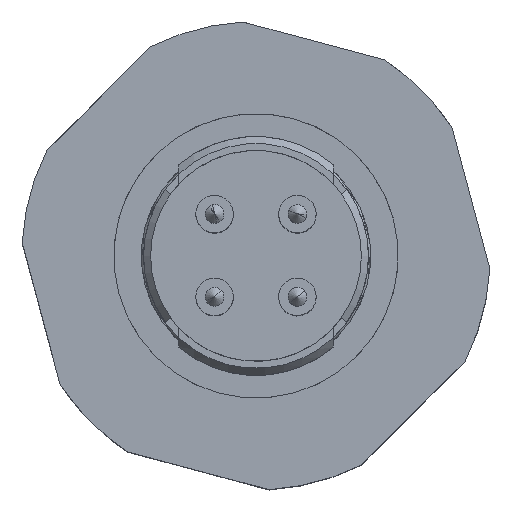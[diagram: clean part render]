
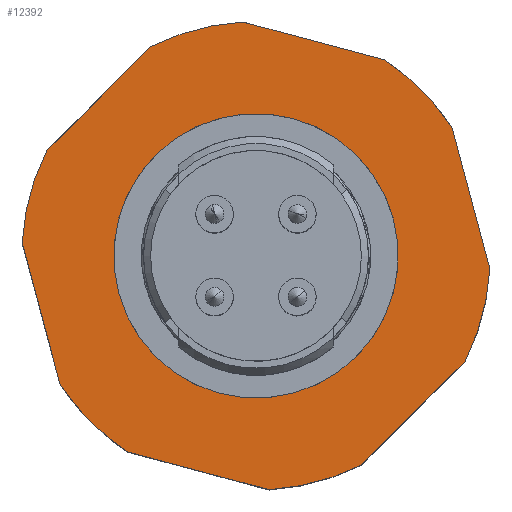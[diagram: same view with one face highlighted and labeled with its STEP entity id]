
A CAD part, top view. The second image highlights one B-rep face of the part: STEP entity #12392.
In plain terms, the highlighted planar face has unit normal (0, 0, 1).
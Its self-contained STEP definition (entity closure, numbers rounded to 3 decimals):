
#12142=AXIS2_PLACEMENT_3D('Circle Axis2P3D',#12140,#12141,$) ;
#12173=AXIS2_PLACEMENT_3D('Circle Axis2P3D',#12171,#12172,$) ;
#12248=AXIS2_PLACEMENT_3D('Plane Axis2P3D',#12245,#12246,#12247) ;
#12140=CARTESIAN_POINT('Axis2P3D Location',(9.984,9.984,20.5)) ;
#12144=CARTESIAN_POINT('Vertex',(5.689,5.689,20.5)) ;
#12146=CARTESIAN_POINT('Vertex',(14.28,14.28,20.5)) ;
#12171=CARTESIAN_POINT('Axis2P3D Location',(9.984,9.984,20.5)) ;
#12245=CARTESIAN_POINT('Axis2P3D Location',(15.668,15.668,20.5)) ;
#12250=CARTESIAN_POINT('Line Origine',(12.443,19.161,20.5)) ;
#12254=CARTESIAN_POINT('Vertex',(15.459,18.353,20.5)) ;
#12256=CARTESIAN_POINT('Vertex',(9.427,19.969,20.5)) ;
#12260=CARTESIAN_POINT('Control Point',(5.475,18.91,20.5)) ;
#12261=CARTESIAN_POINT('Control Point',(6.21,19.282,20.5)) ;
#12262=CARTESIAN_POINT('Control Point',(6.984,19.577,20.5)) ;
#12263=CARTESIAN_POINT('Control Point',(7.786,19.792,20.5)) ;
#12264=CARTESIAN_POINT('Control Point',(8.604,19.923,20.5)) ;
#12265=CARTESIAN_POINT('Control Point',(9.427,19.969,20.5)) ;
#12266=CARTESIAN_POINT('Vertex',(5.475,18.91,20.5)) ;
#12269=CARTESIAN_POINT('Line Origine',(3.267,16.702,20.5)) ;
#12273=CARTESIAN_POINT('Vertex',(1.059,14.494,20.5)) ;
#12277=CARTESIAN_POINT('Control Point',(0.,10.542,20.5)) ;
#12278=CARTESIAN_POINT('Control Point',(0.046,11.365,20.5)) ;
#12279=CARTESIAN_POINT('Control Point',(0.177,12.183,20.5)) ;
#12280=CARTESIAN_POINT('Control Point',(0.391,12.985,20.5)) ;
#12281=CARTESIAN_POINT('Control Point',(0.687,13.758,20.5)) ;
#12282=CARTESIAN_POINT('Control Point',(1.059,14.494,20.5)) ;
#12283=CARTESIAN_POINT('Vertex',(0.,10.542,20.5)) ;
#12286=CARTESIAN_POINT('Line Origine',(0.808,7.526,20.5)) ;
#12290=CARTESIAN_POINT('Vertex',(1.616,4.51,20.5)) ;
#12294=CARTESIAN_POINT('Control Point',(2.913,2.913,20.5)) ;
#12295=CARTESIAN_POINT('Control Point',(2.622,3.205,20.5)) ;
#12296=CARTESIAN_POINT('Control Point',(2.346,3.511,20.5)) ;
#12297=CARTESIAN_POINT('Control Point',(2.085,3.832,20.5)) ;
#12298=CARTESIAN_POINT('Control Point',(1.842,4.165,20.5)) ;
#12299=CARTESIAN_POINT('Control Point',(1.616,4.51,20.5)) ;
#12300=CARTESIAN_POINT('Vertex',(2.913,2.913,20.5)) ;
#12304=CARTESIAN_POINT('Control Point',(4.51,1.616,20.5)) ;
#12305=CARTESIAN_POINT('Control Point',(4.165,1.842,20.5)) ;
#12306=CARTESIAN_POINT('Control Point',(3.832,2.085,20.5)) ;
#12307=CARTESIAN_POINT('Control Point',(3.511,2.346,20.5)) ;
#12308=CARTESIAN_POINT('Control Point',(3.205,2.622,20.5)) ;
#12309=CARTESIAN_POINT('Control Point',(2.913,2.913,20.5)) ;
#12310=CARTESIAN_POINT('Vertex',(4.51,1.616,20.5)) ;
#12313=CARTESIAN_POINT('Line Origine',(7.526,0.808,20.5)) ;
#12317=CARTESIAN_POINT('Vertex',(10.542,0.,20.5)) ;
#12321=CARTESIAN_POINT('Control Point',(14.494,1.059,20.5)) ;
#12322=CARTESIAN_POINT('Control Point',(13.758,0.687,20.5)) ;
#12323=CARTESIAN_POINT('Control Point',(12.985,0.391,20.5)) ;
#12324=CARTESIAN_POINT('Control Point',(12.183,0.177,20.5)) ;
#12325=CARTESIAN_POINT('Control Point',(11.365,0.046,20.5)) ;
#12326=CARTESIAN_POINT('Control Point',(10.542,0.,20.5)) ;
#12327=CARTESIAN_POINT('Vertex',(14.494,1.059,20.5)) ;
#12330=CARTESIAN_POINT('Line Origine',(16.702,3.267,20.5)) ;
#12334=CARTESIAN_POINT('Vertex',(18.91,5.475,20.5)) ;
#12338=CARTESIAN_POINT('Control Point',(19.969,9.427,20.5)) ;
#12339=CARTESIAN_POINT('Control Point',(19.923,8.604,20.5)) ;
#12340=CARTESIAN_POINT('Control Point',(19.792,7.786,20.5)) ;
#12341=CARTESIAN_POINT('Control Point',(19.577,6.984,20.5)) ;
#12342=CARTESIAN_POINT('Control Point',(19.282,6.21,20.5)) ;
#12343=CARTESIAN_POINT('Control Point',(18.91,5.475,20.5)) ;
#12344=CARTESIAN_POINT('Vertex',(19.969,9.427,20.5)) ;
#12347=CARTESIAN_POINT('Line Origine',(19.161,12.443,20.5)) ;
#12351=CARTESIAN_POINT('Vertex',(18.353,15.459,20.5)) ;
#12355=CARTESIAN_POINT('Control Point',(17.056,17.056,20.5)) ;
#12356=CARTESIAN_POINT('Control Point',(17.347,16.764,20.5)) ;
#12357=CARTESIAN_POINT('Control Point',(17.623,16.458,20.5)) ;
#12358=CARTESIAN_POINT('Control Point',(17.884,16.137,20.5)) ;
#12359=CARTESIAN_POINT('Control Point',(18.127,15.804,20.5)) ;
#12360=CARTESIAN_POINT('Control Point',(18.353,15.459,20.5)) ;
#12361=CARTESIAN_POINT('Vertex',(17.056,17.056,20.5)) ;
#12365=CARTESIAN_POINT('Control Point',(15.459,18.353,20.5)) ;
#12366=CARTESIAN_POINT('Control Point',(15.804,18.127,20.5)) ;
#12367=CARTESIAN_POINT('Control Point',(16.137,17.884,20.5)) ;
#12368=CARTESIAN_POINT('Control Point',(16.458,17.623,20.5)) ;
#12369=CARTESIAN_POINT('Control Point',(16.764,17.347,20.5)) ;
#12370=CARTESIAN_POINT('Control Point',(17.056,17.056,20.5)) ;
#12141=DIRECTION('Axis2P3D Direction',(0.,0.,-1.)) ;
#12172=DIRECTION('Axis2P3D Direction',(0.,0.,-1.)) ;
#12246=DIRECTION('Axis2P3D Direction',(0.,0.,1.)) ;
#12247=DIRECTION('Axis2P3D XDirection',(0.707,-0.707,0.)) ;
#12251=DIRECTION('Vector Direction',(-0.966,0.259,0.)) ;
#12270=DIRECTION('Vector Direction',(-0.707,-0.707,0.)) ;
#12287=DIRECTION('Vector Direction',(0.259,-0.966,0.)) ;
#12314=DIRECTION('Vector Direction',(0.966,-0.259,0.)) ;
#12331=DIRECTION('Vector Direction',(0.707,0.707,0.)) ;
#12348=DIRECTION('Vector Direction',(-0.259,0.966,0.)) ;
#12252=VECTOR('Line Direction',#12251,1.) ;
#12271=VECTOR('Line Direction',#12270,1.) ;
#12288=VECTOR('Line Direction',#12287,1.) ;
#12315=VECTOR('Line Direction',#12314,1.) ;
#12332=VECTOR('Line Direction',#12331,1.) ;
#12349=VECTOR('Line Direction',#12348,1.) ;
#12373=ORIENTED_EDGE('',*,*,#12258,.T.) ;
#12374=ORIENTED_EDGE('',*,*,#12268,.F.) ;
#12375=ORIENTED_EDGE('',*,*,#12275,.T.) ;
#12376=ORIENTED_EDGE('',*,*,#12285,.F.) ;
#12377=ORIENTED_EDGE('',*,*,#12292,.T.) ;
#12378=ORIENTED_EDGE('',*,*,#12302,.F.) ;
#12379=ORIENTED_EDGE('',*,*,#12312,.F.) ;
#12380=ORIENTED_EDGE('',*,*,#12319,.T.) ;
#12381=ORIENTED_EDGE('',*,*,#12329,.F.) ;
#12382=ORIENTED_EDGE('',*,*,#12336,.T.) ;
#12383=ORIENTED_EDGE('',*,*,#12346,.F.) ;
#12384=ORIENTED_EDGE('',*,*,#12353,.T.) ;
#12385=ORIENTED_EDGE('',*,*,#12363,.F.) ;
#12386=ORIENTED_EDGE('',*,*,#12371,.F.) ;
#12389=ORIENTED_EDGE('',*,*,#12175,.T.) ;
#12390=ORIENTED_EDGE('',*,*,#12148,.T.) ;
#12391=FACE_BOUND('',#12388,.T.) ;
#12392=ADVANCED_FACE('V2',(#12387,#12391),#12249,.T.) ;
#12259=B_SPLINE_CURVE_WITH_KNOTS('',5,(#12260,#12261,#12262,#12263,#12264,#12265),.UNSPECIFIED.,.F.,.U.,(6,6),(0.,5.838),.UNSPECIFIED.) ;
#12276=B_SPLINE_CURVE_WITH_KNOTS('',5,(#12277,#12278,#12279,#12280,#12281,#12282),.UNSPECIFIED.,.F.,.U.,(6,6),(0.,5.838),.UNSPECIFIED.) ;
#12293=B_SPLINE_CURVE_WITH_KNOTS('',5,(#12294,#12295,#12296,#12297,#12298,#12299),.UNSPECIFIED.,.F.,.U.,(6,6),(0.,2.915),.UNSPECIFIED.) ;
#12303=B_SPLINE_CURVE_WITH_KNOTS('',5,(#12304,#12305,#12306,#12307,#12308,#12309),.UNSPECIFIED.,.F.,.U.,(6,6),(0.,2.915),.UNSPECIFIED.) ;
#12320=B_SPLINE_CURVE_WITH_KNOTS('',5,(#12321,#12322,#12323,#12324,#12325,#12326),.UNSPECIFIED.,.F.,.U.,(6,6),(0.,5.838),.UNSPECIFIED.) ;
#12337=B_SPLINE_CURVE_WITH_KNOTS('',5,(#12338,#12339,#12340,#12341,#12342,#12343),.UNSPECIFIED.,.F.,.U.,(6,6),(0.,5.838),.UNSPECIFIED.) ;
#12354=B_SPLINE_CURVE_WITH_KNOTS('',5,(#12355,#12356,#12357,#12358,#12359,#12360),.UNSPECIFIED.,.F.,.U.,(6,6),(0.,2.915),.UNSPECIFIED.) ;
#12364=B_SPLINE_CURVE_WITH_KNOTS('',5,(#12365,#12366,#12367,#12368,#12369,#12370),.UNSPECIFIED.,.F.,.U.,(6,6),(0.,2.915),.UNSPECIFIED.) ;
#12143=CIRCLE('generated circle',#12142,6.075) ;
#12174=CIRCLE('generated circle',#12173,6.075) ;
#12148=EDGE_CURVE('',#12145,#12147,#12143,.T.) ;
#12175=EDGE_CURVE('',#12147,#12145,#12174,.T.) ;
#12258=EDGE_CURVE('',#12255,#12257,#12253,.T.) ;
#12268=EDGE_CURVE('',#12267,#12257,#12259,.T.) ;
#12275=EDGE_CURVE('',#12267,#12274,#12272,.T.) ;
#12285=EDGE_CURVE('',#12284,#12274,#12276,.T.) ;
#12292=EDGE_CURVE('',#12284,#12291,#12289,.T.) ;
#12302=EDGE_CURVE('',#12301,#12291,#12293,.T.) ;
#12312=EDGE_CURVE('',#12311,#12301,#12303,.T.) ;
#12319=EDGE_CURVE('',#12311,#12318,#12316,.T.) ;
#12329=EDGE_CURVE('',#12328,#12318,#12320,.T.) ;
#12336=EDGE_CURVE('',#12328,#12335,#12333,.T.) ;
#12346=EDGE_CURVE('',#12345,#12335,#12337,.T.) ;
#12353=EDGE_CURVE('',#12345,#12352,#12350,.T.) ;
#12363=EDGE_CURVE('',#12362,#12352,#12354,.T.) ;
#12371=EDGE_CURVE('',#12255,#12362,#12364,.T.) ;
#12372=EDGE_LOOP('',(#12373,#12374,#12375,#12376,#12377,#12378,#12379,#12380,#12381,#12382,#12383,#12384,#12385,#12386)) ;
#12388=EDGE_LOOP('',(#12389,#12390)) ;
#12387=FACE_OUTER_BOUND('',#12372,.T.) ;
#12253=LINE('Line',#12250,#12252) ;
#12272=LINE('Line',#12269,#12271) ;
#12289=LINE('Line',#12286,#12288) ;
#12316=LINE('Line',#12313,#12315) ;
#12333=LINE('Line',#12330,#12332) ;
#12350=LINE('Line',#12347,#12349) ;
#12249=PLANE('',#12248) ;
#12145=VERTEX_POINT('',#12144) ;
#12147=VERTEX_POINT('',#12146) ;
#12255=VERTEX_POINT('',#12254) ;
#12257=VERTEX_POINT('',#12256) ;
#12267=VERTEX_POINT('',#12266) ;
#12274=VERTEX_POINT('',#12273) ;
#12284=VERTEX_POINT('',#12283) ;
#12291=VERTEX_POINT('',#12290) ;
#12301=VERTEX_POINT('',#12300) ;
#12311=VERTEX_POINT('',#12310) ;
#12318=VERTEX_POINT('',#12317) ;
#12328=VERTEX_POINT('',#12327) ;
#12335=VERTEX_POINT('',#12334) ;
#12345=VERTEX_POINT('',#12344) ;
#12352=VERTEX_POINT('',#12351) ;
#12362=VERTEX_POINT('',#12361) ;
